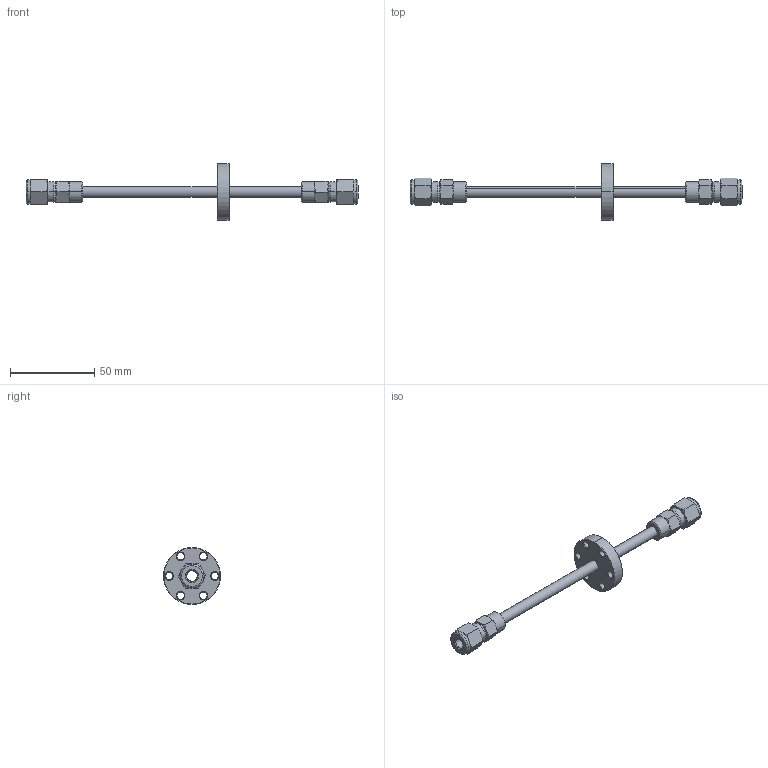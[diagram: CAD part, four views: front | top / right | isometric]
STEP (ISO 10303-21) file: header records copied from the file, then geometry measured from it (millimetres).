
FILE_DESCRIPTION (( 'STEP AP203' ), '1' );
FILE_NAME ('610000 rev B.STEP', '2012-01-25T18:15:39', ( '' ), ( '' ), 'SwSTEP 2.0', 'SolidWorks 2011', '' );
FILE_SCHEMA (( 'CONFIG_CONTROL_DESIGN' ));
Length unit declared in the file: inch
Products named in the file (1): 610000 rev B
Bounding box: 196.85 x 33.78 x 33.78 mm (x, y, z)
Surface area: 10100.5 mm2 (no closed solid volume)
Topology: 0 solids, 6 shells, 192 faces, 432 edges, 254 vertices
Faces by surface type: cone 108, plane 38, cylinder 36, torus 6, bspline 4
Entity records: 5962 total; most frequent: CARTESIAN_POINT 1657, DIRECTION 920, ORIENTED_EDGE 844, EDGE_CURVE 432, AXIS2_PLACEMENT_3D 401, VERTEX_POINT 254, EDGE_LOOP 218, CIRCLE 212
